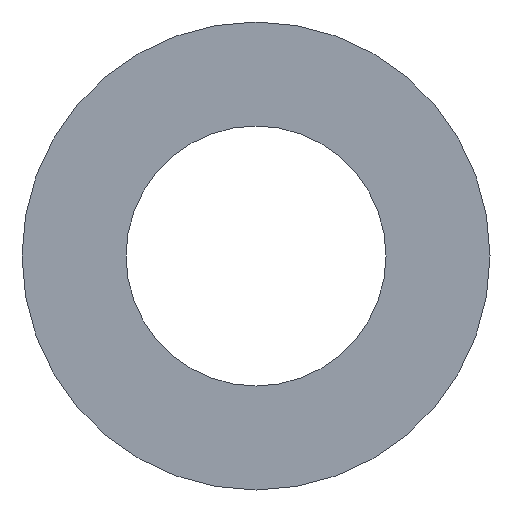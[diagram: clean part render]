
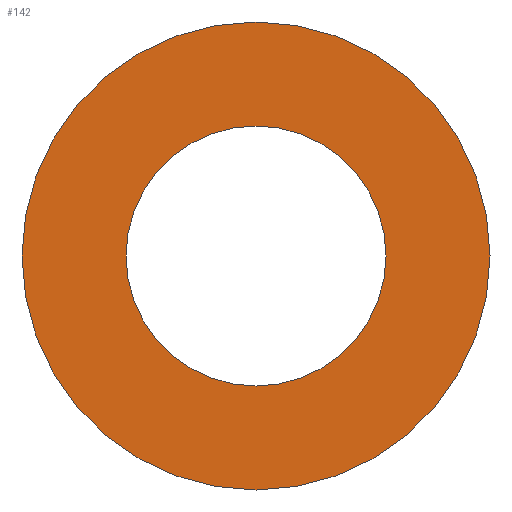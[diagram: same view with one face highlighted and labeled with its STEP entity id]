
A CAD part, front view. The second image highlights one B-rep face of the part: STEP entity #142.
In plain terms, the highlighted planar face has unit normal (0, -1, 0).
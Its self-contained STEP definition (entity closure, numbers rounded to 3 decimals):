
#5 = DIRECTION ( 'NONE',  ( 0., 1., 0. ) ) ;
#6 = FACE_OUTER_BOUND ( 'NONE', #104, .T. ) ;
#10 = EDGE_CURVE ( 'NONE', #187, #32, #31, .T. ) ;
#31 = CIRCLE ( 'NONE', #148, 25. ) ;
#32 = VERTEX_POINT ( 'NONE', #71 ) ;
#37 = DIRECTION ( 'NONE',  ( 0., 0., 1. ) ) ;
#38 = DIRECTION ( 'NONE',  ( 0., 1., 0. ) ) ;
#40 = CARTESIAN_POINT ( 'NONE',  ( 0., 0., 0. ) ) ;
#44 = CARTESIAN_POINT ( 'NONE',  ( 0., 0., 25. ) ) ;
#46 = EDGE_CURVE ( 'NONE', #32, #187, #143, .T. ) ;
#51 = VERTEX_POINT ( 'NONE', #98 ) ;
#56 = DIRECTION ( 'NONE',  ( 0., 1., 0. ) ) ;
#59 = FACE_BOUND ( 'NONE', #198, .T. ) ;
#64 = ORIENTED_EDGE ( 'NONE', *, *, #46, .T. ) ;
#67 = CARTESIAN_POINT ( 'NONE',  ( 0., 0., 0. ) ) ;
#68 = DIRECTION ( 'NONE',  ( 0., 1., 0. ) ) ;
#71 = CARTESIAN_POINT ( 'NONE',  ( 0., 0., -25. ) ) ;
#73 = DIRECTION ( 'NONE',  ( 0., 0., 1. ) ) ;
#78 = ORIENTED_EDGE ( 'NONE', *, *, #194, .F. ) ;
#87 = CARTESIAN_POINT ( 'NONE',  ( 0., 0., 0. ) ) ;
#92 = ORIENTED_EDGE ( 'NONE', *, *, #107, .F. ) ;
#98 = CARTESIAN_POINT ( 'NONE',  ( 0., 0., -45. ) ) ;
#101 = DIRECTION ( 'NONE',  ( 0., 0., 1. ) ) ;
#104 = EDGE_LOOP ( 'NONE', ( #78, #92 ) ) ;
#107 = EDGE_CURVE ( 'NONE', #199, #51, #178, .T. ) ;
#112 = CARTESIAN_POINT ( 'NONE',  ( 0., 0., 0. ) ) ;
#135 = AXIS2_PLACEMENT_3D ( 'NONE', #112, #56, #73 ) ;
#136 = AXIS2_PLACEMENT_3D ( 'NONE', #174, #38, #101 ) ;
#141 = DIRECTION ( 'NONE',  ( 0., 1., 0. ) ) ;
#142 = ADVANCED_FACE ( 'NONE', ( #6, #59 ), #166, .F. ) ;
#143 = CIRCLE ( 'NONE', #164, 25. ) ;
#148 = AXIS2_PLACEMENT_3D ( 'NONE', #67, #68, #196 ) ;
#164 = AXIS2_PLACEMENT_3D ( 'NONE', #40, #141, #37 ) ;
#166 = PLANE ( 'NONE',  #135 ) ;
#174 = CARTESIAN_POINT ( 'NONE',  ( 0., 0., 0. ) ) ;
#177 = DIRECTION ( 'NONE',  ( 0., 0., 1. ) ) ;
#178 = CIRCLE ( 'NONE', #136, 45. ) ;
#181 = AXIS2_PLACEMENT_3D ( 'NONE', #87, #5, #177 ) ;
#182 = ORIENTED_EDGE ( 'NONE', *, *, #10, .T. ) ;
#187 = VERTEX_POINT ( 'NONE', #44 ) ;
#189 = CIRCLE ( 'NONE', #181, 45. ) ;
#192 = CARTESIAN_POINT ( 'NONE',  ( 0., 0., 45. ) ) ;
#194 = EDGE_CURVE ( 'NONE', #51, #199, #189, .T. ) ;
#196 = DIRECTION ( 'NONE',  ( 0., 0., 1. ) ) ;
#198 = EDGE_LOOP ( 'NONE', ( #64, #182 ) ) ;
#199 = VERTEX_POINT ( 'NONE', #192 ) ;
